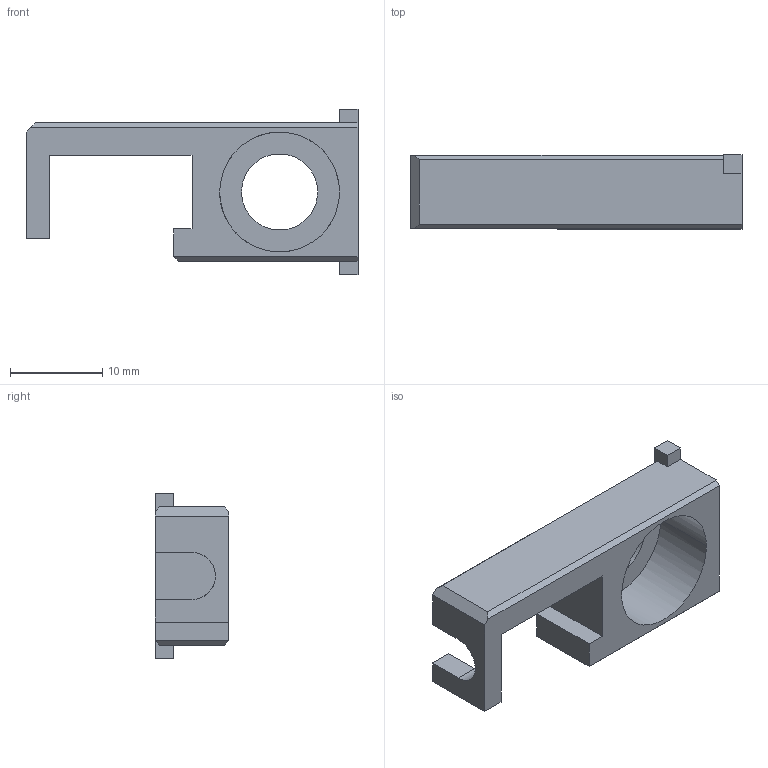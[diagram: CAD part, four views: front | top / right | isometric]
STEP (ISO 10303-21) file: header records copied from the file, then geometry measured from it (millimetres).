
FILE_DESCRIPTION(('FreeCAD Model'),'2;1');
FILE_NAME('Palanca_004 01.stp','2016-01-27T22:40:54',('FreeCAD'),('FreeCAD'), 'Open CASCADE STEP processor 6.8','FreeCAD','Unknown');
FILE_SCHEMA(('AUTOMOTIVE_DESIGN_CC2 { 1 2 10303 214 -1 1 5 4 }'));
Length unit declared in the file: millimetre
Products named in the file (1): Open CASCADE STEP translator 6.8 118
Bounding box: 36 x 8 x 18 mm (x, y, z)
Volume: 1834.6 mm3; surface area: 1872.4 mm2
Topology: 1 solids, 1 shells, 33 faces, 88 edges, 58 vertices
Faces by surface type: plane 28, bspline 5
Entity records: 2449 total; most frequent: CARTESIAN_POINT 1209, B_SPLINE_CURVE_WITH_KNOTS 244, ORIENTED_EDGE 176, PCURVE 176, DEFINITIONAL_REPRESENTATION 176, EDGE_CURVE 88, SURFACE_CURVE 88, DIRECTION 58
